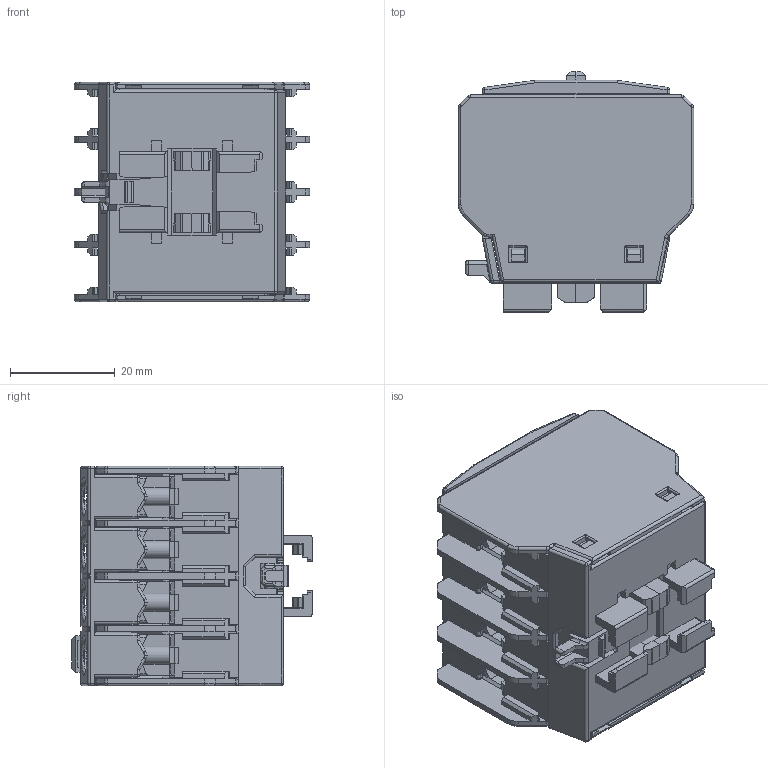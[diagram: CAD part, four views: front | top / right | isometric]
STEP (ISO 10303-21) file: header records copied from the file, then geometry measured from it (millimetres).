
FILE_DESCRIPTION (( 'STEP AP203' ), '1' );
FILE_NAME ('BFB-04.STEP', '2020-08-11T12:43:51', ( '' ), ( '' ), 'SwSTEP 2.0', 'SolidWorks 2019', '' );
FILE_SCHEMA (( 'CONFIG_CONTROL_DESIGN' ));
Products named in the file (1): BFB-04
Bounding box: 45 x 46 x 42.02 mm (x, y, z)
Volume: 56143.6 mm3; surface area: 36722.1 mm2
Topology: 30 solids, 30 shells, 3296 faces, 8906 edges, 5651 vertices
Faces by surface type: plane 1675, cylinder 941, bspline 492, cone 188
Entity records: 122733 total; most frequent: CARTESIAN_POINT 45225, ORIENTED_EDGE 17732, DIRECTION 14193, EDGE_CURVE 8866, VERTEX_POINT 5649, VECTOR 5323, LINE 5323, AXIS2_PLACEMENT_3D 4435
